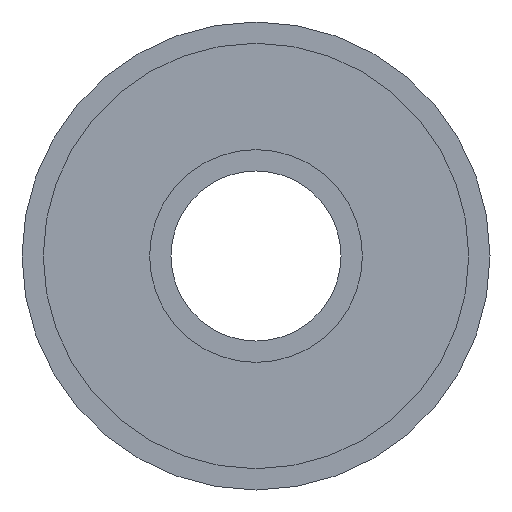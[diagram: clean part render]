
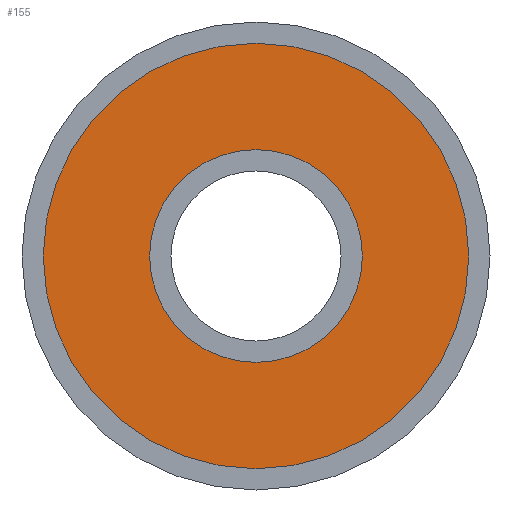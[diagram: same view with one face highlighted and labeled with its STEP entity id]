
A CAD part, front view. The second image highlights one B-rep face of the part: STEP entity #155.
In plain terms, the highlighted planar face has unit normal (0, -1, 0).
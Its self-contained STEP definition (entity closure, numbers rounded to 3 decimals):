
#15=FACE_BOUND('',#42,.T.);
#21=PLANE('',#185);
#29=FACE_OUTER_BOUND('',#41,.T.);
#41=EDGE_LOOP('',(#119));
#42=EDGE_LOOP('',(#120));
#70=CIRCLE('',#181,5.);
#72=CIRCLE('',#184,10.);
#82=VERTEX_POINT('',#263);
#84=VERTEX_POINT('',#269);
#95=EDGE_CURVE('',#82,#82,#70,.T.);
#98=EDGE_CURVE('',#84,#84,#72,.T.);
#119=ORIENTED_EDGE('',*,*,#98,.F.);
#120=ORIENTED_EDGE('',*,*,#95,.F.);
#155=ADVANCED_FACE('',(#29,#15),#21,.T.);
#181=AXIS2_PLACEMENT_3D('',#265,#210,#211);
#184=AXIS2_PLACEMENT_3D('',#271,#217,#218);
#185=AXIS2_PLACEMENT_3D('',#272,#219,#220);
#210=DIRECTION('center_axis',(0.,-1.,0.));
#211=DIRECTION('ref_axis',(1.,0.,0.));
#217=DIRECTION('center_axis',(0.,1.,0.));
#218=DIRECTION('ref_axis',(1.,0.,0.));
#219=DIRECTION('center_axis',(0.,-1.,0.));
#220=DIRECTION('ref_axis',(1.,0.,0.));
#263=CARTESIAN_POINT('',(-5.,0.01,0.));
#265=CARTESIAN_POINT('Origin',(0.,0.01,0.));
#269=CARTESIAN_POINT('',(-10.,0.01,0.));
#271=CARTESIAN_POINT('Origin',(0.,0.01,0.));
#272=CARTESIAN_POINT('Origin',(0.,0.01,0.));
